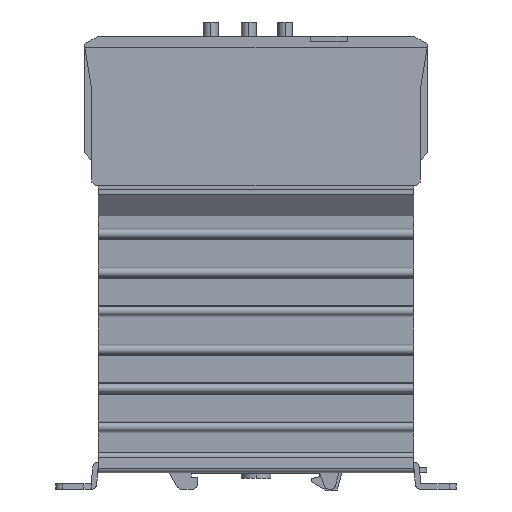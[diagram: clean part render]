
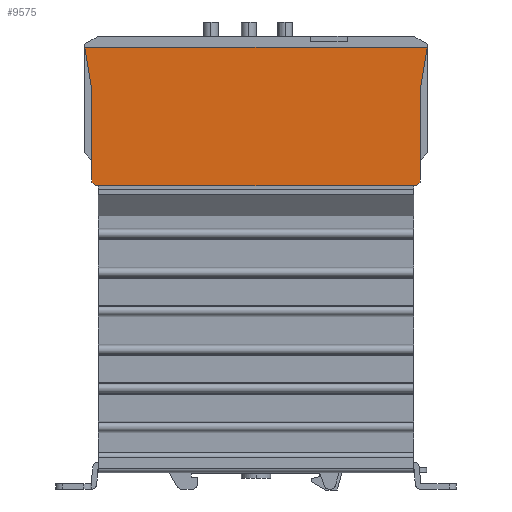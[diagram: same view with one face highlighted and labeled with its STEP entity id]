
A CAD part, left-side view. The second image highlights one B-rep face of the part: STEP entity #9575.
In plain terms, the highlighted planar face has unit normal (-1, 0, 0).
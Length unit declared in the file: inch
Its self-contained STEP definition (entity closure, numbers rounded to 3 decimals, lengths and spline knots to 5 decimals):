
#395 = EDGE_CURVE ( 'NONE', #14586, #7457, #3150, .T. ) ;
#654 = EDGE_CURVE ( 'NONE', #5087, #12279, #5324, .T. ) ;
#831 = EDGE_CURVE ( 'NONE', #5087, #7457, #4484, .T. ) ;
#881 = CARTESIAN_POINT ( 'NONE',  ( -0.88583, -1.77165, 1.0315 ) ) ;
#896 = LINE ( 'NONE', #10079, #5706 ) ;
#1244 = VECTOR ( 'NONE', #10657, 39.37008 ) ;
#1276 = VERTEX_POINT ( 'NONE', #10826 ) ;
#1365 = DIRECTION ( 'NONE',  ( 0., -1., 0. ) ) ;
#2543 = ORIENTED_EDGE ( 'NONE', *, *, #7113, .T. ) ;
#2734 = CARTESIAN_POINT ( 'NONE',  ( -0.88583, -1.77165, 1.49606 ) ) ;
#3150 = LINE ( 'NONE', #881, #5895 ) ;
#3392 = DIRECTION ( 'NONE',  ( 0., 0., -1. ) ) ;
#3842 = VECTOR ( 'NONE', #13416, 39.37008 ) ;
#3970 = VERTEX_POINT ( 'NONE', #5809 ) ;
#4484 = LINE ( 'NONE', #5843, #10213 ) ;
#4567 = DIRECTION ( 'NONE',  ( 0., -1., 0. ) ) ;
#4607 = CARTESIAN_POINT ( 'NONE',  ( -0.88583, 1.85039, 1.49606 ) ) ;
#4816 = DIRECTION ( 'NONE',  ( 0., 0., 1. ) ) ;
#5087 = VERTEX_POINT ( 'NONE', #4607 ) ;
#5324 = LINE ( 'NONE', #10946, #6611 ) ;
#5481 = DIRECTION ( 'NONE',  ( 0., -0.167, 0.986 ) ) ;
#5543 = LINE ( 'NONE', #10182, #3842 ) ;
#5706 = VECTOR ( 'NONE', #3392, 39.37008 ) ;
#5809 = CARTESIAN_POINT ( 'NONE',  ( -0.88583, -1.77165, 0.03937 ) ) ;
#5843 = CARTESIAN_POINT ( 'NONE',  ( -0.88583, 0., 1.49606 ) ) ;
#5895 = VECTOR ( 'NONE', #5481, 39.37008 ) ;
#6345 = EDGE_CURVE ( 'NONE', #1276, #13669, #11792, .T. ) ;
#6611 = VECTOR ( 'NONE', #12138, 39.37008 ) ;
#7079 = CARTESIAN_POINT ( 'NONE',  ( -0.88583, -1.85039, 0. ) ) ;
#7113 = EDGE_CURVE ( 'NONE', #1276, #14162, #8139, .T. ) ;
#7177 = CARTESIAN_POINT ( 'NONE',  ( -0.88583, -1.73228, 0. ) ) ;
#7266 = EDGE_LOOP ( 'NONE', ( #10385, #11011, #12425, #9725, #13949, #2543, #9471, #11227 ) ) ;
#7457 = VERTEX_POINT ( 'NONE', #10217 ) ;
#7746 = PLANE ( 'NONE',  #14077 ) ;
#8139 = LINE ( 'NONE', #7079, #9964 ) ;
#9471 = ORIENTED_EDGE ( 'NONE', *, *, #11526, .T. ) ;
#9572 = EDGE_CURVE ( 'NONE', #12279, #13669, #896, .T. ) ;
#9575 = ADVANCED_FACE ( 'NONE', ( #13450 ), #7746, .T. ) ;
#9635 = CARTESIAN_POINT ( 'NONE',  ( -0.88583, 1.77165, 0.03937 ) ) ;
#9725 = ORIENTED_EDGE ( 'NONE', *, *, #9572, .T. ) ;
#9964 = VECTOR ( 'NONE', #1365, 39.37008 ) ;
#10001 = CARTESIAN_POINT ( 'NONE',  ( -0.88583, 1.77165, 1.0315 ) ) ;
#10079 = CARTESIAN_POINT ( 'NONE',  ( -0.88583, 1.77165, 1.49606 ) ) ;
#10182 = CARTESIAN_POINT ( 'NONE',  ( -0.88583, -1.77165, 0.03937 ) ) ;
#10213 = VECTOR ( 'NONE', #4567, 39.37008 ) ;
#10217 = CARTESIAN_POINT ( 'NONE',  ( -0.88583, -1.85039, 1.49606 ) ) ;
#10375 = DIRECTION ( 'NONE',  ( -1., 0., 0. ) ) ;
#10385 = ORIENTED_EDGE ( 'NONE', *, *, #395, .T. ) ;
#10657 = DIRECTION ( 'NONE',  ( 0., 0.707, 0.707 ) ) ;
#10684 = EDGE_CURVE ( 'NONE', #3970, #14586, #14062, .T. ) ;
#10826 = CARTESIAN_POINT ( 'NONE',  ( -0.88583, 1.73228, 0. ) ) ;
#10946 = CARTESIAN_POINT ( 'NONE',  ( -0.88583, 1.85039, 1.49606 ) ) ;
#11011 = ORIENTED_EDGE ( 'NONE', *, *, #831, .F. ) ;
#11227 = ORIENTED_EDGE ( 'NONE', *, *, #10684, .T. ) ;
#11496 = CARTESIAN_POINT ( 'NONE',  ( -0.88583, -1.85039, 1.49606 ) ) ;
#11523 = CARTESIAN_POINT ( 'NONE',  ( -0.88583, -1.77165, 1.0315 ) ) ;
#11526 = EDGE_CURVE ( 'NONE', #14162, #3970, #5543, .T. ) ;
#11715 = CARTESIAN_POINT ( 'NONE',  ( -0.88583, 1.77165, 0.03937 ) ) ;
#11792 = LINE ( 'NONE', #11715, #1244 ) ;
#12138 = DIRECTION ( 'NONE',  ( 0., -0.167, -0.986 ) ) ;
#12279 = VERTEX_POINT ( 'NONE', #10001 ) ;
#12425 = ORIENTED_EDGE ( 'NONE', *, *, #654, .T. ) ;
#13416 = DIRECTION ( 'NONE',  ( 0., -0.707, 0.707 ) ) ;
#13450 = FACE_OUTER_BOUND ( 'NONE', #7266, .T. ) ;
#13669 = VERTEX_POINT ( 'NONE', #9635 ) ;
#13949 = ORIENTED_EDGE ( 'NONE', *, *, #6345, .F. ) ;
#14062 = LINE ( 'NONE', #2734, #14825 ) ;
#14077 = AXIS2_PLACEMENT_3D ( 'NONE', #11496, #10375, #4816 ) ;
#14145 = DIRECTION ( 'NONE',  ( 0., 0., 1. ) ) ;
#14162 = VERTEX_POINT ( 'NONE', #7177 ) ;
#14586 = VERTEX_POINT ( 'NONE', #11523 ) ;
#14825 = VECTOR ( 'NONE', #14145, 39.37008 ) ;
